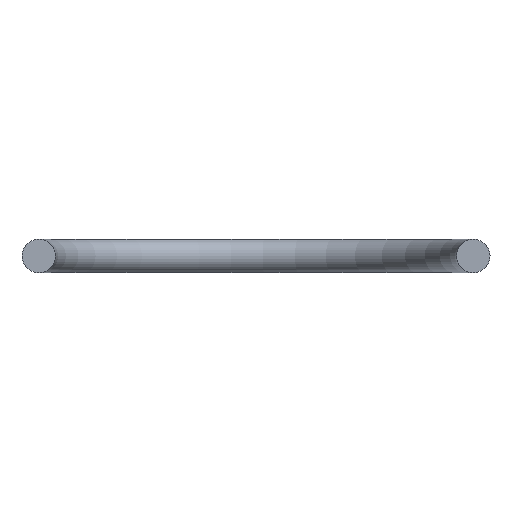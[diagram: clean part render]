
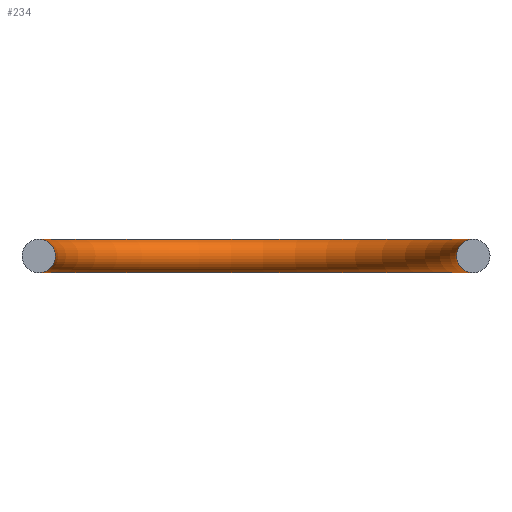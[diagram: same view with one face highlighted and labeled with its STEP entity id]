
A CAD part, left-side view. The second image highlights one B-rep face of the part: STEP entity #234.
In plain terms, the highlighted toroidal (fillet/blend) face has major radius 0.495 mm and minor radius 0.038 mm.
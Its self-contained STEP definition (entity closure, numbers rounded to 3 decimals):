
#154=CARTESIAN_POINT('',(0.,0.534,0.001));
#155=VERTEX_POINT('',#154);
#156=CARTESIAN_POINT('',(0.,0.496,0.001));
#157=DIRECTION('',(1.,-0.002,0.0));
#158=DIRECTION('',(0.002,1.,0.0));
#159=AXIS2_PLACEMENT_3D('',#156,#157,#158);
#160=CIRCLE('',#159,0.038);
#161=EDGE_CURVE('',#155,#155,#160,.T.);
#191=CARTESIAN_POINT('',(0.,-0.456,0.001));
#192=VERTEX_POINT('',#191);
#193=CARTESIAN_POINT('',(0.,-0.494,0.001));
#194=DIRECTION('',(1.,0.002,0.0));
#195=DIRECTION('',(0.002,-1.,0.0));
#196=AXIS2_PLACEMENT_3D('',#193,#194,#195);
#197=CIRCLE('',#196,0.038);
#198=EDGE_CURVE('',#192,#192,#197,.T.);
#223=CARTESIAN_POINT('',(-0.001,0.001,0.001));
#224=DIRECTION('',(0.0,0.0,-1.0));
#225=DIRECTION('',(-1.0,0.0,0.0));
#226=AXIS2_PLACEMENT_3D('',#223,#224,#225);
#227=TOROIDAL_SURFACE('',#226,0.495,0.038);
#228=ORIENTED_EDGE('',*,*,#198,.T.);
#229=EDGE_LOOP('',(#228));
#230=FACE_OUTER_BOUND('',#229,.T.);
#231=ORIENTED_EDGE('',*,*,#161,.T.);
#232=EDGE_LOOP('',(#231));
#233=FACE_BOUND('',#232,.T.);
#234=ADVANCED_FACE('',(#230,#233),#227,.T.);
